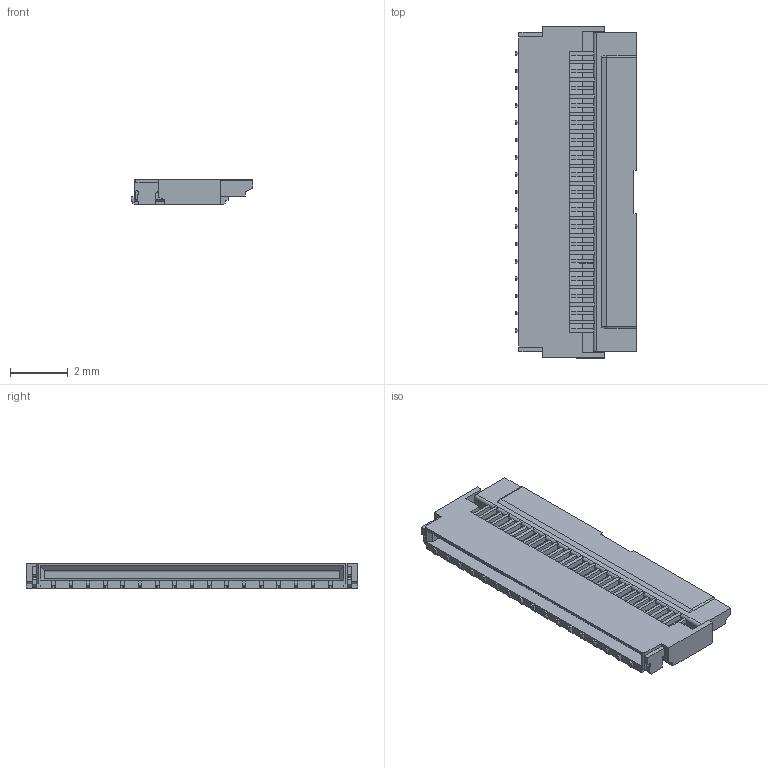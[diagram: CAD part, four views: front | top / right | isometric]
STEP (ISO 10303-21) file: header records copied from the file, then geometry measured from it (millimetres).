
FILE_DESCRIPTION(('STEP AP242'),'1');
FILE_NAME('FPC_33pol_FH35-33S-0.3SHW.stp','2024-01-21T01:43:07',(' '),(' '),'Spatial InterOp 3D',' ',' ');
FILE_SCHEMA(('AP242_MANAGED_MODEL_BASED_3D_ENGINEERING_MIM_LF {1 0 10303 442 1 1 4}'));
Length unit declared in the file: metre
Products named in the file (1): Volumenkörper1
Bounding box: 4.2 x 11.5 x 0.9 mm (x, y, z)
Volume: 28.3 mm3; surface area: 176.9 mm2
Topology: 1 solids, 1 shells, 661 faces, 2107 edges, 1402 vertices
Faces by surface type: plane 578, cylinder 83
Entity records: 28432 total; most frequent: ORIENTED_EDGE 4214, CARTESIAN_POINT 4171, DIRECTION 3661, EDGE_CURVE 2107, LINE 1877, VECTOR 1877, VERTEX_POINT 1402, AXIS2_PLACEMENT_3D 892
